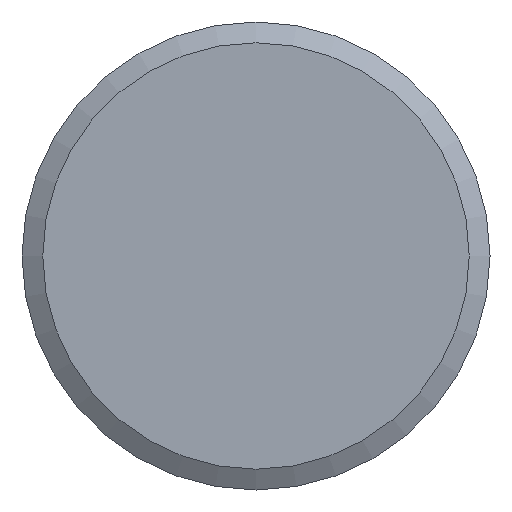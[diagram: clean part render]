
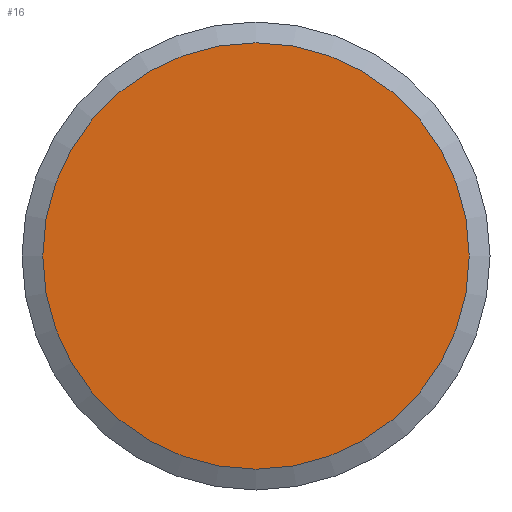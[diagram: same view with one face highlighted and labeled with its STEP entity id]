
A CAD part, front view. The second image highlights one B-rep face of the part: STEP entity #16.
In plain terms, the highlighted planar face has unit normal (0, -1, 0).
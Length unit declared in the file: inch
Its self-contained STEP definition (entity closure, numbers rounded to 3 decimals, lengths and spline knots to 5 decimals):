
#16 = ADVANCED_FACE ( 'NONE', ( #979 ), #226, .T. ) ;
#92 = EDGE_LOOP ( 'NONE', ( #499 ) ) ;
#117 = DIRECTION ( 'NONE',  ( 0., -1., 0. ) ) ;
#123 = DIRECTION ( 'NONE',  ( 0., 1., 0. ) ) ;
#226 = PLANE ( 'NONE',  #367 ) ;
#315 = CARTESIAN_POINT ( 'NONE',  ( 0., -1.9685, 0. ) ) ;
#367 = AXIS2_PLACEMENT_3D ( 'NONE', #315, #117, #994 ) ;
#495 = AXIS2_PLACEMENT_3D ( 'NONE', #1096, #123, #1092 ) ;
#499 = ORIENTED_EDGE ( 'NONE', *, *, #965, .F. ) ;
#640 = VERTEX_POINT ( 'NONE', #1155 ) ;
#965 = EDGE_CURVE ( 'NONE', #640, #640, #1095, .T. ) ;
#979 = FACE_OUTER_BOUND ( 'NONE', #92, .T. ) ;
#994 = DIRECTION ( 'NONE',  ( 0., 0., -1. ) ) ;
#1092 = DIRECTION ( 'NONE',  ( 0., 0., 1. ) ) ;
#1095 = CIRCLE ( 'NONE', #495, 0.32283 ) ;
#1096 = CARTESIAN_POINT ( 'NONE',  ( 0., -1.9685, 0. ) ) ;
#1155 = CARTESIAN_POINT ( 'NONE',  ( 0., -1.9685, 0.32283 ) ) ;
